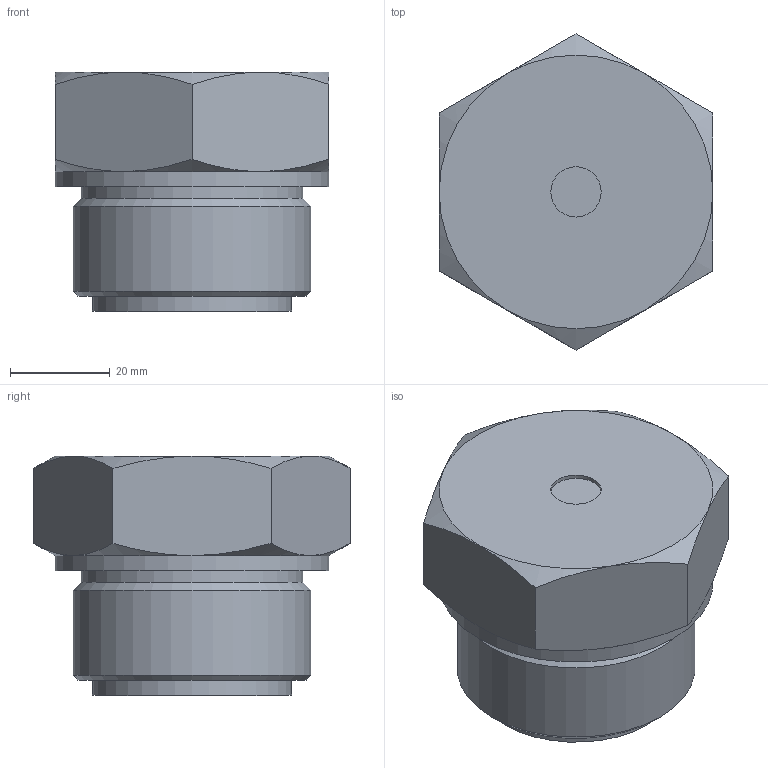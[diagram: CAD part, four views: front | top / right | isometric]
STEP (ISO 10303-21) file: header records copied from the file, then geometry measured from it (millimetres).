
FILE_DESCRIPTION(/* description */ (''),/* implementation_level */ '2;1');
FILE_NAME(/* name */ '31329W.stp',/* time_stamp */ '2018-02-02T12:47:43+01:00',/* author */ ('acgl'),/* organization */ (''),/* preprocessor_version */ 'ST-DEVELOPER v15.6',/* originating_system */ 'Autodesk Inventor 2015',/* authorisation */ '');
FILE_SCHEMA (('AUTOMOTIVE_DESIGN { 1 0 10303 214 3 1 1 }'));
Length unit declared in the file: centimetre
Products named in the file (1): 31329W
Bounding box: 55 x 63.51 x 48.18 mm (x, y, z)
Volume: 101513.1 mm3; surface area: 13287.5 mm2
Topology: 1 solids, 1 shells, 41 faces, 79 edges, 45 vertices
Faces by surface type: cone 14, plane 13, torus 8, cylinder 6
Full cylindrical faces by diameter (mm): 10.1 x1, 38 x1, 40 x1, 44.5 x1, 47.8 x1, 55 x1
Entity records: 997 total; most frequent: CARTESIAN_POINT 198, DIRECTION 156, ORIENTED_EDGE 126, AXIS2_PLACEMENT_3D 75, EDGE_CURVE 63, EDGE_LOOP 62, VERTEX_POINT 45, STYLED_ITEM 42
